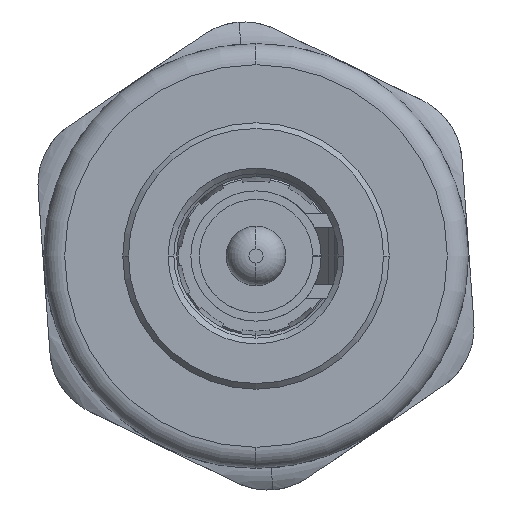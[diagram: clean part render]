
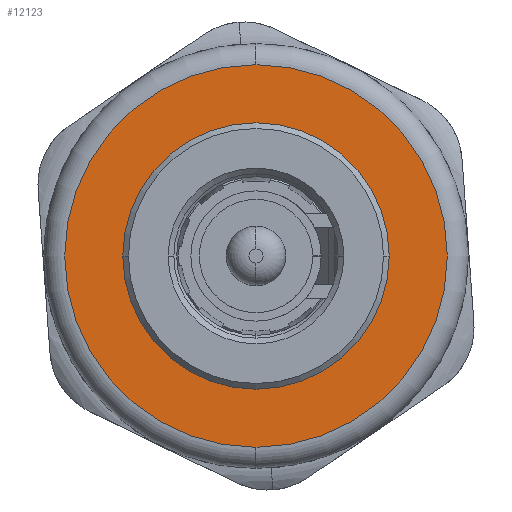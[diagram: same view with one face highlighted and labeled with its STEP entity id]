
A CAD part, left-side view. The second image highlights one B-rep face of the part: STEP entity #12123.
In plain terms, the highlighted planar face has unit normal (-1, 0, 0).
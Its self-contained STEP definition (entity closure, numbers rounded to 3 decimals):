
#1681 = CIRCLE ( 'NONE', #13474, 4.7 ) ;
#1811 = VERTEX_POINT ( 'NONE', #5870 ) ;
#2600 = CIRCLE ( 'NONE', #14728, 4.7 ) ;
#2717 = DIRECTION ( 'NONE',  ( 1., 0., 0. ) ) ;
#3163 = DIRECTION ( 'NONE',  ( -1., 0., 0. ) ) ;
#4501 = CARTESIAN_POINT ( 'NONE',  ( 0., 0., -6.75 ) ) ;
#4545 = DIRECTION ( 'NONE',  ( 0., 0., 1. ) ) ;
#4709 = DIRECTION ( 'NONE',  ( 0., 0., -1. ) ) ;
#5290 = DIRECTION ( 'NONE',  ( 0., 0., 1. ) ) ;
#5737 = EDGE_LOOP ( 'NONE', ( #10127, #18853 ) ) ;
#5870 = CARTESIAN_POINT ( 'NONE',  ( 0., 0., -6.75 ) ) ;
#6427 = CARTESIAN_POINT ( 'NONE',  ( 0., 0., 0. ) ) ;
#7112 = VERTEX_POINT ( 'NONE', #16834 ) ;
#7152 = CARTESIAN_POINT ( 'NONE',  ( 0., 0., -4.7 ) ) ;
#7703 = CARTESIAN_POINT ( 'NONE',  ( 0., 0., 0. ) ) ;
#8085 = CIRCLE ( 'NONE', #9783, 6.75 ) ;
#8153 = DIRECTION ( 'NONE',  ( -1., 0., 0. ) ) ;
#8223 = CIRCLE ( 'NONE', #15302, 6.75 ) ;
#9308 = DIRECTION ( 'NONE',  ( -1., 0., 0. ) ) ;
#9439 = EDGE_LOOP ( 'NONE', ( #12527, #11973 ) ) ;
#9550 = EDGE_CURVE ( 'NONE', #7112, #18127, #2600, .T. ) ;
#9783 = AXIS2_PLACEMENT_3D ( 'NONE', #16462, #8153, #5290 ) ;
#10127 = ORIENTED_EDGE ( 'NONE', *, *, #9550, .F. ) ;
#10978 = DIRECTION ( 'NONE',  ( 0., 0., 1. ) ) ;
#11973 = ORIENTED_EDGE ( 'NONE', *, *, #15351, .T. ) ;
#12123 = ADVANCED_FACE ( 'NONE', ( #13994, #20414 ), #12611, .F. ) ;
#12527 = ORIENTED_EDGE ( 'NONE', *, *, #17830, .T. ) ;
#12611 = PLANE ( 'NONE',  #14759 ) ;
#13474 = AXIS2_PLACEMENT_3D ( 'NONE', #7703, #15626, #4545 ) ;
#13994 = FACE_BOUND ( 'NONE', #5737, .T. ) ;
#14728 = AXIS2_PLACEMENT_3D ( 'NONE', #15739, #9308, #10978 ) ;
#14759 = AXIS2_PLACEMENT_3D ( 'NONE', #4501, #2717, #4709 ) ;
#15302 = AXIS2_PLACEMENT_3D ( 'NONE', #6427, #3163, #17707 ) ;
#15351 = EDGE_CURVE ( 'NONE', #1811, #16275, #8085, .T. ) ;
#15586 = EDGE_CURVE ( 'NONE', #18127, #7112, #1681, .T. ) ;
#15626 = DIRECTION ( 'NONE',  ( -1., 0., 0. ) ) ;
#15739 = CARTESIAN_POINT ( 'NONE',  ( 0., 0., 0. ) ) ;
#16015 = CARTESIAN_POINT ( 'NONE',  ( 0., 0., 6.75 ) ) ;
#16275 = VERTEX_POINT ( 'NONE', #16015 ) ;
#16462 = CARTESIAN_POINT ( 'NONE',  ( 0., 0., 0. ) ) ;
#16834 = CARTESIAN_POINT ( 'NONE',  ( 0., 0., 4.7 ) ) ;
#17707 = DIRECTION ( 'NONE',  ( 0., 0., 1. ) ) ;
#17830 = EDGE_CURVE ( 'NONE', #16275, #1811, #8223, .T. ) ;
#18127 = VERTEX_POINT ( 'NONE', #7152 ) ;
#18853 = ORIENTED_EDGE ( 'NONE', *, *, #15586, .F. ) ;
#20414 = FACE_OUTER_BOUND ( 'NONE', #9439, .T. ) ;
